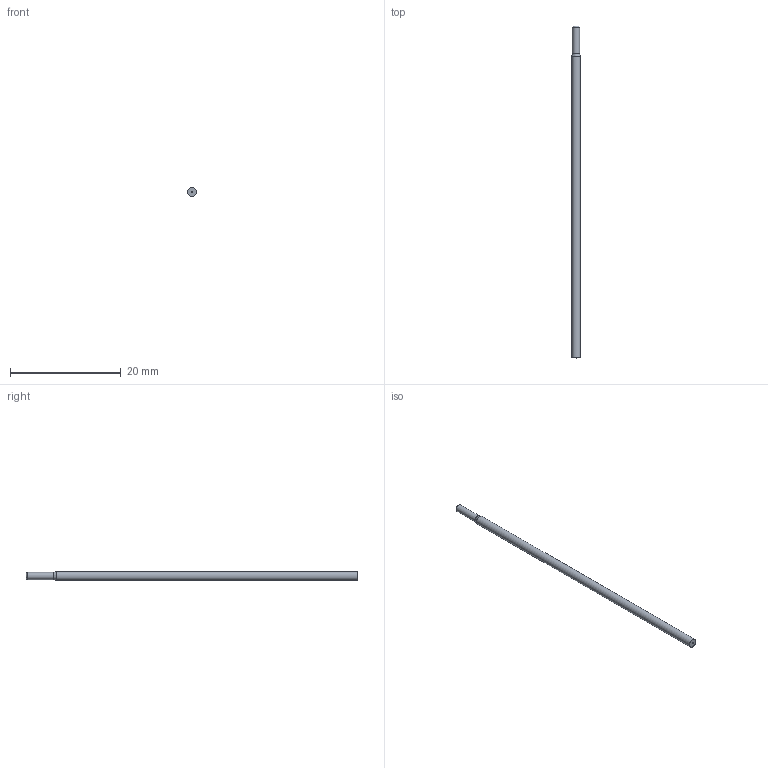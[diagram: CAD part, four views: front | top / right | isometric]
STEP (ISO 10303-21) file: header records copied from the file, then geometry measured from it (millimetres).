
FILE_DESCRIPTION(/* description */ ('STEP AP214'),/* implementation_level */ '2;1');
FILE_NAME(/* name */ '8104298_VAVN-N-A1_6-03-60-F-V-V1-P10',/* time_stamp */ '2024-09-16T10:25:46+02:00',/* author */ ('License CC BY-ND 4.0'),/* organization */ ('CADENAS'),/* preprocessor_version */ 'ST-DEVELOPER v19.3',/* originating_system */ 'PARTsolutions',/* authorisation */ ' ');
FILE_SCHEMA (('AUTOMOTIVE_DESIGN {1 0 10303 214 3 1 1}'));
Length unit declared in the file: millimetre
Products named in the file (1): 8104298 VAVN-N-A1.6-03-60-F-V-V1-P10
Bounding box: 1.6 x 60 x 1.6 mm (x, y, z)
Volume: 112.7 mm3; surface area: 355.9 mm2
Topology: 1 solids, 1 shells, 7 faces, 13 edges, 8 vertices
Faces by surface type: cylinder 3, plane 2, cone 2
Full cylindrical faces by diameter (mm): 0.3 x1, 1.3 x1, 1.6 x1
Entity records: 178 total; most frequent: DIRECTION 30, CARTESIAN_POINT 22, AXIS2_PLACEMENT_3D 15, ORIENTED_EDGE 14, EDGE_LOOP 14, FACE_BOUND 14, EDGE_CURVE 7, VERTEX_POINT 7
